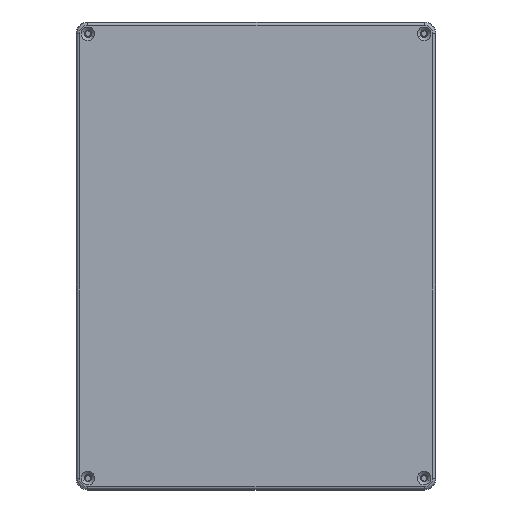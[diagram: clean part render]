
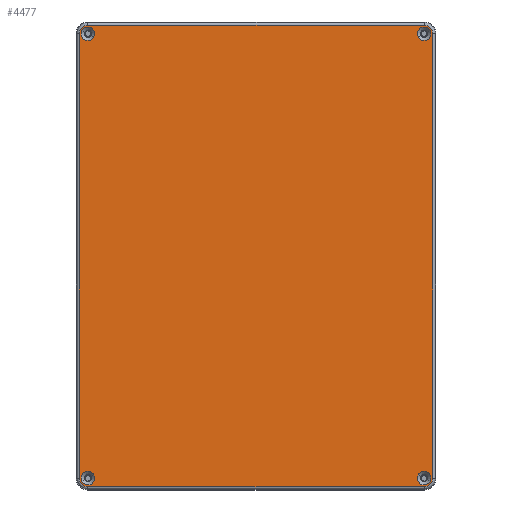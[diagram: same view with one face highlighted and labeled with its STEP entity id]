
A CAD part, top view. The second image highlights one B-rep face of the part: STEP entity #4477.
In plain terms, the highlighted planar face has unit normal (0, 0, 1).
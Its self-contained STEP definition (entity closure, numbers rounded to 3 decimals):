
#949=DIRECTION('',(-1.,0.,0.));
#950=VECTOR('',#949,292.029);
#951=CARTESIAN_POINT('',(146.014,-200.465,425.566));
#952=LINE('',#951,#950);
#994=DIRECTION('',(0.,1.,0.));
#995=VECTOR('',#994,386.028);
#996=CARTESIAN_POINT('',(-153.465,-193.014,425.566));
#997=LINE('',#996,#995);
#1039=DIRECTION('',(1.,0.,0.));
#1040=VECTOR('',#1039,292.029);
#1041=CARTESIAN_POINT('',(-146.014,200.465,425.566));
#1042=LINE('',#1041,#1040);
#1084=DIRECTION('',(0.,-1.,0.));
#1085=VECTOR('',#1084,386.028);
#1086=CARTESIAN_POINT('',(153.465,193.014,425.566));
#1087=LINE('',#1086,#1085);
#1088=CARTESIAN_POINT('',(145.942,-192.942,425.566));
#1089=DIRECTION('',(0.,0.,1.));
#1090=DIRECTION('',(0.01,-1.,0.));
#1091=AXIS2_PLACEMENT_3D('',#1088,#1089,#1090);
#1093=CARTESIAN_POINT('',(-145.942,-192.942,
425.566));
#1094=DIRECTION('',(0.,0.,1.));
#1095=DIRECTION('',(-1.,-0.01,0.));
#1096=AXIS2_PLACEMENT_3D('',#1093,#1094,#1095);
#1098=CARTESIAN_POINT('',(-145.942,192.942,425.566));
#1099=DIRECTION('',(0.,0.,1.));
#1100=DIRECTION('',(-0.01,1.,0.));
#1101=AXIS2_PLACEMENT_3D('',#1098,#1099,#1100);
#1103=CARTESIAN_POINT('',(145.942,192.942,425.566));
#1104=DIRECTION('',(0.,0.,1.));
#1105=DIRECTION('',(1.,0.01,0.));
#1106=AXIS2_PLACEMENT_3D('',#1103,#1104,#1105);
#1108=CARTESIAN_POINT('',(146.,-193.,425.566));
#1109=DIRECTION('',(0.,0.,-1.));
#1110=DIRECTION('',(-0.878,0.479,0.));
#1111=AXIS2_PLACEMENT_3D('',#1108,#1109,#1110);
#1117=CARTESIAN_POINT('',(146.,-193.,425.566));
#1118=DIRECTION('',(0.,0.,-1.));
#1119=DIRECTION('',(0.878,-0.479,0.));
#1120=AXIS2_PLACEMENT_3D('',#1117,#1118,#1119);
#1232=CARTESIAN_POINT('',(146.,193.,425.566));
#1233=DIRECTION('',(0.,0.,-1.));
#1234=DIRECTION('',(-0.878,-0.479,0.));
#1235=AXIS2_PLACEMENT_3D('',#1232,#1233,#1234);
#1246=CARTESIAN_POINT('',(146.,193.,425.566));
#1247=DIRECTION('',(0.,0.,-1.));
#1248=DIRECTION('',(0.878,0.479,0.));
#1249=AXIS2_PLACEMENT_3D('',#1246,#1247,#1248);
#1356=CARTESIAN_POINT('',(-146.,-193.,425.566));
#1357=DIRECTION('',(0.,0.,-1.));
#1358=DIRECTION('',(0.878,0.479,0.));
#1359=AXIS2_PLACEMENT_3D('',#1356,#1357,#1358);
#1370=CARTESIAN_POINT('',(-146.,-193.,425.566));
#1371=DIRECTION('',(0.,0.,-1.));
#1372=DIRECTION('',(-0.878,-0.479,0.));
#1373=AXIS2_PLACEMENT_3D('',#1370,#1371,#1372);
#1480=CARTESIAN_POINT('',(-146.,193.,425.566));
#1481=DIRECTION('',(0.,0.,-1.));
#1482=DIRECTION('',(-0.878,0.479,0.));
#1483=AXIS2_PLACEMENT_3D('',#1480,#1481,#1482);
#1489=CARTESIAN_POINT('',(-146.,193.,425.566));
#1490=DIRECTION('',(0.,0.,-1.));
#1491=DIRECTION('',(0.878,-0.479,0.));
#1492=AXIS2_PLACEMENT_3D('',#1489,#1490,#1491);
#3056=CARTESIAN_POINT('',(146.014,-200.465,425.566));
#3057=CARTESIAN_POINT('',(153.465,-193.014,425.566));
#3058=VERTEX_POINT('',#3056);
#3059=VERTEX_POINT('',#3057);
#3060=CARTESIAN_POINT('',(153.465,193.014,425.566));
#3061=VERTEX_POINT('',#3060);
#3062=CARTESIAN_POINT('',(146.014,200.465,425.566));
#3063=VERTEX_POINT('',#3062);
#3064=CARTESIAN_POINT('',(-146.014,200.465,425.566));
#3065=VERTEX_POINT('',#3064);
#3066=CARTESIAN_POINT('',(-153.465,193.014,425.566));
#3067=VERTEX_POINT('',#3066);
#3068=CARTESIAN_POINT('',(-153.465,-193.014,
425.566));
#3069=VERTEX_POINT('',#3068);
#3070=CARTESIAN_POINT('',(-146.014,-200.465,
425.566));
#3071=VERTEX_POINT('',#3070);
#3120=CARTESIAN_POINT('',(-151.134,195.805,425.566));
#3121=CARTESIAN_POINT('',(-140.866,190.195,425.566));
#3122=VERTEX_POINT('',#3120);
#3123=VERTEX_POINT('',#3121);
#3124=CARTESIAN_POINT('',(-140.866,-190.195,
425.566));
#3125=CARTESIAN_POINT('',(-151.134,-195.805,
425.566));
#3126=VERTEX_POINT('',#3124);
#3127=VERTEX_POINT('',#3125);
#3128=CARTESIAN_POINT('',(140.866,190.195,425.566));
#3129=CARTESIAN_POINT('',(151.134,195.805,425.566));
#3130=VERTEX_POINT('',#3128);
#3131=VERTEX_POINT('',#3129);
#3132=CARTESIAN_POINT('',(140.866,-190.195,425.566));
#3133=CARTESIAN_POINT('',(151.134,-195.805,425.566));
#3134=VERTEX_POINT('',#3132);
#3135=VERTEX_POINT('',#3133);
#4438=CARTESIAN_POINT('',(146.025,202.59,425.566));
#4439=DIRECTION('',(0.,0.,-1.));
#4440=DIRECTION('',(0.,-1.,0.));
#4441=AXIS2_PLACEMENT_3D('',#4438,#4439,#4440);
#4442=PLANE('',#4441);
#4443=ORIENTED_EDGE('',*,*,#4334,.F.);
#4444=ORIENTED_EDGE('',*,*,#4350,.T.);
#4445=ORIENTED_EDGE('',*,*,#4363,.F.);
#4446=ORIENTED_EDGE('',*,*,#4378,.T.);
#4447=ORIENTED_EDGE('',*,*,#4391,.F.);
#4448=ORIENTED_EDGE('',*,*,#4406,.T.);
#4449=ORIENTED_EDGE('',*,*,#4419,.F.);
#4450=ORIENTED_EDGE('',*,*,#4433,.T.);
#4451=EDGE_LOOP('',(#4443,#4444,#4445,#4446,#4447,#4448,#4449,#4450));
#4452=FACE_OUTER_BOUND('',#4451,.F.);
#4454=ORIENTED_EDGE('',*,*,#4453,.F.);
#4456=ORIENTED_EDGE('',*,*,#4455,.F.);
#4457=EDGE_LOOP('',(#4454,#4456));
#4458=FACE_BOUND('',#4457,.F.);
#4460=ORIENTED_EDGE('',*,*,#4459,.F.);
#4462=ORIENTED_EDGE('',*,*,#4461,.F.);
#4463=EDGE_LOOP('',(#4460,#4462));
#4464=FACE_BOUND('',#4463,.F.);
#4466=ORIENTED_EDGE('',*,*,#4465,.F.);
#4468=ORIENTED_EDGE('',*,*,#4467,.F.);
#4469=EDGE_LOOP('',(#4466,#4468));
#4470=FACE_BOUND('',#4469,.F.);
#4472=ORIENTED_EDGE('',*,*,#4471,.F.);
#4474=ORIENTED_EDGE('',*,*,#4473,.F.);
#4475=EDGE_LOOP('',(#4472,#4474));
#4476=FACE_BOUND('',#4475,.F.);
#4477=ADVANCED_FACE('',(#4452,#4458,#4464,#4470,#4476),#4442,.F.);
#1092=CIRCLE('',#1091,7.524);
#1097=CIRCLE('',#1096,7.524);
#1102=CIRCLE('',#1101,7.524);
#1107=CIRCLE('',#1106,7.524);
#1112=CIRCLE('',#1111,5.85);
#1121=CIRCLE('',#1120,5.85);
#1236=CIRCLE('',#1235,5.85);
#1250=CIRCLE('',#1249,5.85);
#1360=CIRCLE('',#1359,5.85);
#1374=CIRCLE('',#1373,5.85);
#1484=CIRCLE('',#1483,5.85);
#1493=CIRCLE('',#1492,5.85);
#4334=EDGE_CURVE('',#3058,#3059,#1092,.T.);
#4350=EDGE_CURVE('',#3058,#3071,#952,.T.);
#4363=EDGE_CURVE('',#3069,#3071,#1097,.T.);
#4378=EDGE_CURVE('',#3069,#3067,#997,.T.);
#4391=EDGE_CURVE('',#3065,#3067,#1102,.T.);
#4406=EDGE_CURVE('',#3065,#3063,#1042,.T.);
#4419=EDGE_CURVE('',#3061,#3063,#1107,.T.);
#4433=EDGE_CURVE('',#3061,#3059,#1087,.T.);
#4453=EDGE_CURVE('',#3134,#3135,#1112,.T.);
#4455=EDGE_CURVE('',#3135,#3134,#1121,.T.);
#4459=EDGE_CURVE('',#3130,#3131,#1236,.T.);
#4461=EDGE_CURVE('',#3131,#3130,#1250,.T.);
#4465=EDGE_CURVE('',#3126,#3127,#1360,.T.);
#4467=EDGE_CURVE('',#3127,#3126,#1374,.T.);
#4471=EDGE_CURVE('',#3122,#3123,#1484,.T.);
#4473=EDGE_CURVE('',#3123,#3122,#1493,.T.);
